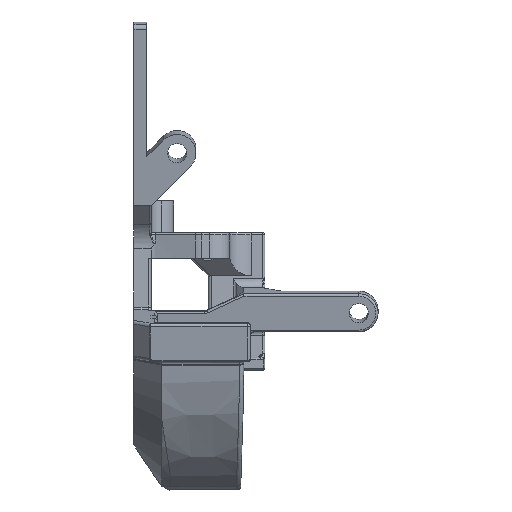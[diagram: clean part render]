
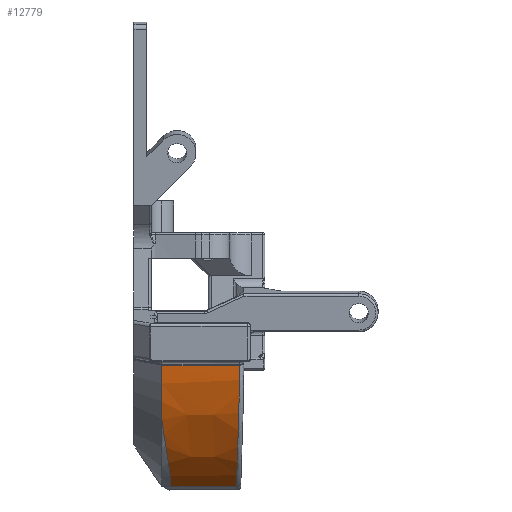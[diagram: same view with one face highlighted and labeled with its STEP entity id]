
A CAD part, left-side view. The second image highlights one B-rep face of the part: STEP entity #12779.
In plain terms, the highlighted free-form (B-spline) face has degree [3, 3] with [4, 4] control points.
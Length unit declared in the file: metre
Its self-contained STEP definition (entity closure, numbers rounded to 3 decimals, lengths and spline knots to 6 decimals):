
#1585=LINE('',#19800,#2579);
#1964=LINE('',#21214,#2958);
#2579=VECTOR('',#15244,1.);
#2958=VECTOR('',#16137,1.);
#3304=B_SPLINE_SURFACE_WITH_KNOTS('',3,3,((#21286,#21287,#21288,#21289),
(#21290,#21291,#21292,#21293),(#21294,#21295,#21296,#21297),(#21298,#21299,
#21300,#21301)),.UNSPECIFIED.,.F.,.F.,.F.,(4,4),(4,4),(0.,0.9557),
(0.,1.),.PIECEWISE_BEZIER_KNOTS.);
#4802=ORIENTED_EDGE('',*,*,#8233,.T.);
#4803=ORIENTED_EDGE('',*,*,#8257,.T.);
#4804=ORIENTED_EDGE('',*,*,#7686,.F.);
#4805=ORIENTED_EDGE('',*,*,#8258,.T.);
#4806=ORIENTED_EDGE('',*,*,#8259,.T.);
#7686=EDGE_CURVE('',#9425,#9574,#1585,.T.);
#8233=EDGE_CURVE('',#9980,#9979,#1964,.T.);
#8257=EDGE_CURVE('',#9979,#9574,#10510,.T.);
#8258=EDGE_CURVE('',#9425,#10000,#10511,.T.);
#8259=EDGE_CURVE('',#10000,#9980,#10512,.F.);
#9425=VERTEX_POINT('',#19183);
#9574=VERTEX_POINT('',#19797);
#9979=VERTEX_POINT('',#21213);
#9980=VERTEX_POINT('',#21215);
#10000=VERTEX_POINT('',#21325);
#10510=B_SPLINE_CURVE_WITH_KNOTS('',3,(#21302,#21303,#21304,#21305,#21306,
#21307,#21308,#21309,#21310,#21311),.UNSPECIFIED.,.F.,.F.,(4,1,1,1,1,1,
1,4),(0.,0.004379,0.008758,0.013136,
0.017515,0.021894,0.026273,0.035031),
 .UNSPECIFIED.);
#10511=B_SPLINE_CURVE_WITH_KNOTS('',3,(#21312,#21313,#21314,#21315,#21316,
#21317,#21318,#21319,#21320,#21321,#21322,#21323,#21324),.UNSPECIFIED.,
 .F.,.F.,(4,1,1,1,1,1,1,1,1,1,4),(0.,0.25,0.375,0.4375,0.46875,0.5,0.53125,
0.5625,0.625,0.75,1.),.UNSPECIFIED.);
#10512=B_SPLINE_CURVE_WITH_KNOTS('',3,(#21326,#21327,#21328,#21329),
 .UNSPECIFIED.,.F.,.F.,(4,4),(0.,1.),.UNSPECIFIED.);
#10975=EDGE_LOOP('',(#4802,#4803,#4804,#4805,#4806));
#11864=FACE_BOUND('',#10975,.T.);
#12779=ADVANCED_FACE('',(#11864),#3304,.F.);
#15244=DIRECTION('',(0.,-1.,0.));
#16137=DIRECTION('',(0.,-1.,0.));
#19183=CARTESIAN_POINT('',(-0.039011,-0.0065,-0.033887));
#19797=CARTESIAN_POINT('',(-0.039011,-0.024557,-0.033887));
#19800=CARTESIAN_POINT('',(-0.039011,-0.015557,-0.033887));
#21213=CARTESIAN_POINT('',(-0.020493,-0.0239,-0.062126));
#21214=CARTESIAN_POINT('',(-0.020493,-0.01675,-0.062126));
#21215=CARTESIAN_POINT('',(-0.020493,-0.0086,-0.062126));
#21286=CARTESIAN_POINT('',(-0.039011,-0.005557,-0.033887));
#21287=CARTESIAN_POINT('',(-0.036898,-0.005557,-0.045871));
#21288=CARTESIAN_POINT('',(-0.029609,-0.0086,-0.057047));
#21289=CARTESIAN_POINT('',(-0.020493,-0.0086,-0.062126));
#21290=CARTESIAN_POINT('',(-0.039011,-0.011928,-0.033887));
#21291=CARTESIAN_POINT('',(-0.036898,-0.011535,-0.045871));
#21292=CARTESIAN_POINT('',(-0.029609,-0.014186,-0.057047));
#21293=CARTESIAN_POINT('',(-0.020493,-0.013793,-0.062126));
#21294=CARTESIAN_POINT('',(-0.039011,-0.018299,-0.033887));
#21295=CARTESIAN_POINT('',(-0.0369,-0.01864,-0.045861));
#21296=CARTESIAN_POINT('',(-0.029548,-0.018645,-0.057081));
#21297=CARTESIAN_POINT('',(-0.020493,-0.018985,-0.062126));
#21298=CARTESIAN_POINT('',(-0.039011,-0.024671,-0.033887));
#21299=CARTESIAN_POINT('',(-0.0369,-0.024718,-0.045861));
#21300=CARTESIAN_POINT('',(-0.029542,-0.02413,-0.057084));
#21301=CARTESIAN_POINT('',(-0.020493,-0.024178,-0.062126));
#21302=CARTESIAN_POINT('',(-0.020493,-0.0239,-0.062126));
#21303=CARTESIAN_POINT('',(-0.021768,-0.0239,-0.061416));
#21304=CARTESIAN_POINT('',(-0.024204,-0.023928,-0.059775));
#21305=CARTESIAN_POINT('',(-0.027451,-0.02402,-0.05685));
#21306=CARTESIAN_POINT('',(-0.030299,-0.024133,-0.053598));
#21307=CARTESIAN_POINT('',(-0.032814,-0.024256,-0.050026));
#21308=CARTESIAN_POINT('',(-0.034971,-0.024373,-0.046202));
#21309=CARTESIAN_POINT('',(-0.037314,-0.024503,-0.040928));
#21310=CARTESIAN_POINT('',(-0.038504,-0.024557,-0.036765));
#21311=CARTESIAN_POINT('',(-0.039011,-0.024557,-0.033887));
#21312=CARTESIAN_POINT('',(-0.039011,-0.0065,-0.033887));
#21313=CARTESIAN_POINT('',(-0.038827,-0.0065,-0.034935));
#21314=CARTESIAN_POINT('',(-0.038482,-0.0065,-0.036544));
#21315=CARTESIAN_POINT('',(-0.037951,-0.0065,-0.038468));
#21316=CARTESIAN_POINT('',(-0.037649,-0.0065,-0.039447));
#21317=CARTESIAN_POINT('',(-0.037471,-0.0065,-0.039999));
#21318=CARTESIAN_POINT('',(-0.037322,-0.0065,-0.040441));
#21319=CARTESIAN_POINT('',(-0.037204,-0.0065,-0.040782));
#21320=CARTESIAN_POINT('',(-0.037029,-0.0065,-0.041278));
#21321=CARTESIAN_POINT('',(-0.03671,-0.0065,-0.042141));
#21322=CARTESIAN_POINT('',(-0.035998,-0.006499,-0.043925));
#21323=CARTESIAN_POINT('',(-0.03526,-0.0065,-0.045519));
#21324=CARTESIAN_POINT('',(-0.034703,-0.0065,-0.046602));
#21325=CARTESIAN_POINT('',(-0.034703,-0.0065,-0.046602));
#21326=CARTESIAN_POINT('',(-0.020493,-0.0086,-0.062126));
#21327=CARTESIAN_POINT('',(-0.029609,-0.0086,-0.057047));
#21328=CARTESIAN_POINT('',(-0.036898,-0.005557,-0.045871));
#21329=CARTESIAN_POINT('',(-0.039011,-0.005557,-0.033887));
